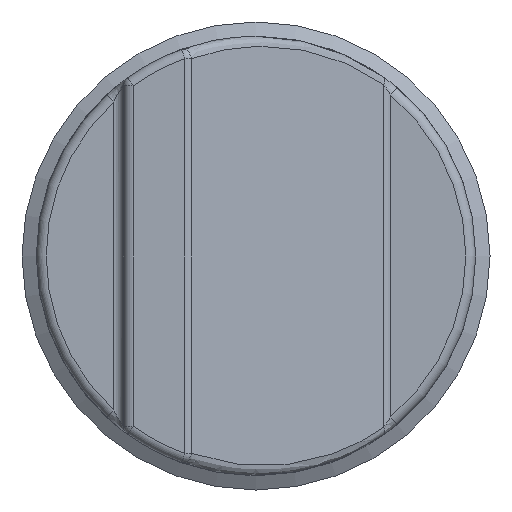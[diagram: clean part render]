
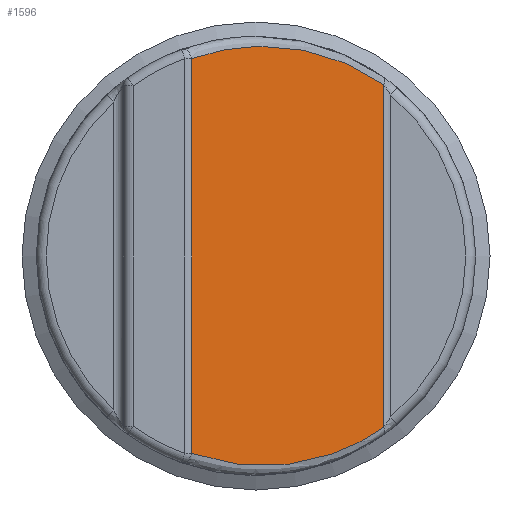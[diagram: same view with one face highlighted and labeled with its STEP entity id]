
A CAD part, front view. The second image highlights one B-rep face of the part: STEP entity #1596.
In plain terms, the highlighted planar face has unit normal (0.682, -0.731, 0).
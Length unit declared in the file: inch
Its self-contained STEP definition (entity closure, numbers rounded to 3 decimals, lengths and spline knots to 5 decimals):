
#65 = VECTOR ( 'NONE', #4875, 39.37008 ) ;
#99 = CARTESIAN_POINT ( 'NONE',  ( 0.25216, 0.37956, 3.59628 ) ) ;
#168 = LINE ( 'NONE', #2418, #4052 ) ;
#179 = CARTESIAN_POINT ( 'NONE',  ( 0.04757, 0.18879, 2.97683 ) ) ;
#516 = EDGE_CURVE ( 'NONE', #3409, #4365, #543, .T. ) ;
#543 = LINE ( 'NONE', #3718, #65 ) ;
#602 = CARTESIAN_POINT ( 'NONE',  ( 0.33866, 0.46023, 3.53516 ) ) ;
#611 = AXIS2_PLACEMENT_3D ( 'NONE', #3087, #4161, #3102 ) ;
#991 = CARTESIAN_POINT ( 'NONE',  ( 0.04757, 0.18879, 3.57456 ) ) ;
#1048 = CARTESIAN_POINT ( 'NONE',  ( 0.33866, 0.46023, 3.01622 ) ) ;
#1078 = ORIENTED_EDGE ( 'NONE', *, *, #4609, .T. ) ;
#1173 = CARTESIAN_POINT ( 'NONE',  ( 0.1472, 0.28169, 3.61048 ) ) ;
#1278 = EDGE_CURVE ( 'NONE', #2966, #3409, #4069, .T. ) ;
#1476 = CARTESIAN_POINT ( 'NONE',  ( 0.33866, 0.46023, 3.01622 ) ) ;
#1596 = ADVANCED_FACE ( 'NONE', ( #4243 ), #4839, .F. ) ;
#1681 = ORIENTED_EDGE ( 'NONE', *, *, #2121, .T. ) ;
#1858 =( BOUNDED_CURVE ( )  B_SPLINE_CURVE ( 3, ( #4585, #99, #1173, #3112 ),
 .UNSPECIFIED., .F., .T. ) 
 B_SPLINE_CURVE_WITH_KNOTS ( ( 4, 4 ),
 ( 0.95568, 1.91683 ),
 .UNSPECIFIED. ) 
 CURVE ( )  GEOMETRIC_REPRESENTATION_ITEM ( )  RATIONAL_B_SPLINE_CURVE ( ( 1., 0.924, 0.924, 1. ) ) 
 REPRESENTATION_ITEM ( '' )  );
#2057 = ORIENTED_EDGE ( 'NONE', *, *, #1278, .T. ) ;
#2121 = EDGE_CURVE ( 'NONE', #4365, #2704, #1858, .T. ) ;
#2128 = CARTESIAN_POINT ( 'NONE',  ( 0.04757, 0.18879, 2.97683 ) ) ;
#2418 = CARTESIAN_POINT ( 'NONE',  ( 0.04757, 0.18879, 2.92136 ) ) ;
#2704 = VERTEX_POINT ( 'NONE', #991 ) ;
#2917 = CARTESIAN_POINT ( 'NONE',  ( 0.25216, 0.37956, 2.95511 ) ) ;
#2966 = VERTEX_POINT ( 'NONE', #179 ) ;
#3087 = CARTESIAN_POINT ( 'NONE',  ( 0.34298, 0.46426, 2.92136 ) ) ;
#3102 = DIRECTION ( 'NONE',  ( -0.731, -0.682, 0. ) ) ;
#3112 = CARTESIAN_POINT ( 'NONE',  ( 0.04757, 0.18879, 3.57456 ) ) ;
#3155 = DIRECTION ( 'NONE',  ( 0., 0., -1. ) ) ;
#3409 = VERTEX_POINT ( 'NONE', #1476 ) ;
#3718 = CARTESIAN_POINT ( 'NONE',  ( 0.33866, 0.46023, 3.54315 ) ) ;
#4052 = VECTOR ( 'NONE', #3155, 39.37008 ) ;
#4069 =( BOUNDED_CURVE ( )  B_SPLINE_CURVE ( 3, ( #2128, #4396, #2917, #1048 ),
 .UNSPECIFIED., .F., .T. ) 
 B_SPLINE_CURVE_WITH_KNOTS ( ( 4, 4 ),
 ( 4.36635, 5.3275 ),
 .UNSPECIFIED. ) 
 CURVE ( )  GEOMETRIC_REPRESENTATION_ITEM ( )  RATIONAL_B_SPLINE_CURVE ( ( 1., 0.924, 0.924, 1. ) ) 
 REPRESENTATION_ITEM ( '' )  );
#4161 = DIRECTION ( 'NONE',  ( -0.682, 0.731, 0. ) ) ;
#4243 = FACE_OUTER_BOUND ( 'NONE', #4467, .T. ) ;
#4365 = VERTEX_POINT ( 'NONE', #602 ) ;
#4396 = CARTESIAN_POINT ( 'NONE',  ( 0.1472, 0.28169, 2.9409 ) ) ;
#4467 = EDGE_LOOP ( 'NONE', ( #1681, #1078, #2057, #4584 ) ) ;
#4584 = ORIENTED_EDGE ( 'NONE', *, *, #516, .T. ) ;
#4585 = CARTESIAN_POINT ( 'NONE',  ( 0.33866, 0.46023, 3.53516 ) ) ;
#4609 = EDGE_CURVE ( 'NONE', #2704, #2966, #168, .T. ) ;
#4839 = PLANE ( 'NONE',  #611 ) ;
#4875 = DIRECTION ( 'NONE',  ( 0., 0., 1. ) ) ;
